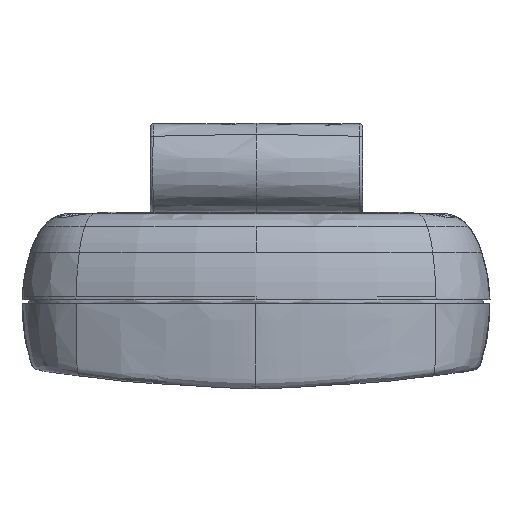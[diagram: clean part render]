
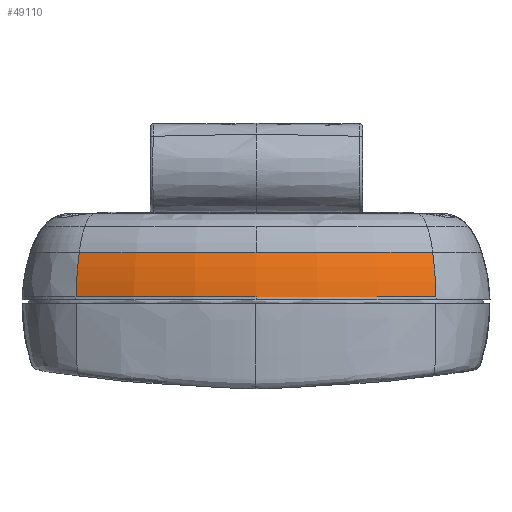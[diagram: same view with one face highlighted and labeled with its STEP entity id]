
A CAD part, front view. The second image highlights one B-rep face of the part: STEP entity #49110.
In plain terms, the highlighted toroidal (fillet/blend) face has major radius 37.231 mm and minor radius 25.362 mm.
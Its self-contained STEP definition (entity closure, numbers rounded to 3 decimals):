
#8335=CARTESIAN_POINT('',(0.,4.316,
0.12));
#8336=DIRECTION('',(0.,0.,-1.));
#8337=DIRECTION('',(0.406,-0.914,0.));
#8338=AXIS2_PLACEMENT_3D('',#8335,#8336,#8337);
#8348=CARTESIAN_POINT('',(-15.112,-29.71,
-1.169));
#8349=DIRECTION('',(0.914,-0.406,0.));
#8350=DIRECTION('',(-0.387,-0.872,0.3));
#8351=AXIS2_PLACEMENT_3D('',#8348,#8349,#8350);
#8353=CARTESIAN_POINT('',(0.,4.316,
6.447));
#8354=DIRECTION('',(0.,0.,-1.));
#8355=DIRECTION('',(0.,-1.,0.));
#8356=AXIS2_PLACEMENT_3D('',#8353,#8354,#8355);
#8358=CARTESIAN_POINT('',(0.,4.316,
6.446));
#8359=DIRECTION('',(0.,0.,-1.));
#8360=DIRECTION('',(0.406,-0.914,0.));
#8361=AXIS2_PLACEMENT_3D('',#8358,#8359,#8360);
#8363=CARTESIAN_POINT('',(15.112,-29.71,
-1.169));
#8364=DIRECTION('',(-0.914,-0.406,0.));
#8365=DIRECTION('',(0.405,-0.913,0.051));
#8366=AXIS2_PLACEMENT_3D('',#8363,#8364,#8365);
#8896=CARTESIAN_POINT('',(0.,4.316,
0.12));
#8897=DIRECTION('',(0.,0.,-1.));
#8898=DIRECTION('',(0.,-1.,0.));
#8899=AXIS2_PLACEMENT_3D('',#8896,#8897,#8898);
#21085=CARTESIAN_POINT('',(0.,-57.107,
6.447));
#21086=CARTESIAN_POINT('',(-24.931,-51.819,
6.447));
#21087=VERTEX_POINT('',#21085);
#21088=VERTEX_POINT('',#21086);
#22149=CARTESIAN_POINT('',(25.393,-52.859,
0.12));
#22151=VERTEX_POINT('',#22149);
#22183=CARTESIAN_POINT('',(24.932,-51.82,
6.445));
#22184=VERTEX_POINT('',#22183);
#22399=CARTESIAN_POINT('',(-25.393,-52.859,
0.12));
#22400=VERTEX_POINT('',#22399);
#22962=CARTESIAN_POINT('',(0.,-58.245,0.12));
#22963=VERTEX_POINT('',#22962);
#49092=CARTESIAN_POINT('',(0.,4.316,
-1.169));
#49093=DIRECTION('',(0.,0.,-1.));
#49094=DIRECTION('',(-0.406,-0.914,
0.));
#49095=AXIS2_PLACEMENT_3D('',#49092,#49093,#49094);
#49096=TOROIDAL_SURFACE('',#49095,37.231,25.362);
#49098=ORIENTED_EDGE('',*,*,#49097,.F.);
#49100=ORIENTED_EDGE('',*,*,#49099,.F.);
#49102=ORIENTED_EDGE('',*,*,#49101,.F.);
#49104=ORIENTED_EDGE('',*,*,#49103,.F.);
#49105=ORIENTED_EDGE('',*,*,#49083,.T.);
#49107=ORIENTED_EDGE('',*,*,#49106,.T.);
#49108=EDGE_LOOP('',(#49098,#49100,#49102,#49104,#49105,#49107));
#49109=FACE_OUTER_BOUND('',#49108,.F.);
#49110=ADVANCED_FACE('',(#49109),#49096,.T.);
#8339=CIRCLE('',#8338,62.56);
#8352=CIRCLE('',#8351,25.362);
#8357=CIRCLE('',#8356,61.423);
#8362=CIRCLE('',#8361,61.423);
#8367=CIRCLE('',#8366,25.362);
#8900=CIRCLE('',#8899,62.56);
#49083=EDGE_CURVE('',#22151,#22963,#8339,.T.);
#49097=EDGE_CURVE('',#21088,#22400,#8352,.T.);
#49099=EDGE_CURVE('',#21087,#21088,#8357,.T.);
#49101=EDGE_CURVE('',#22184,#21087,#8362,.T.);
#49103=EDGE_CURVE('',#22151,#22184,#8367,.T.);
#49106=EDGE_CURVE('',#22963,#22400,#8900,.T.);
